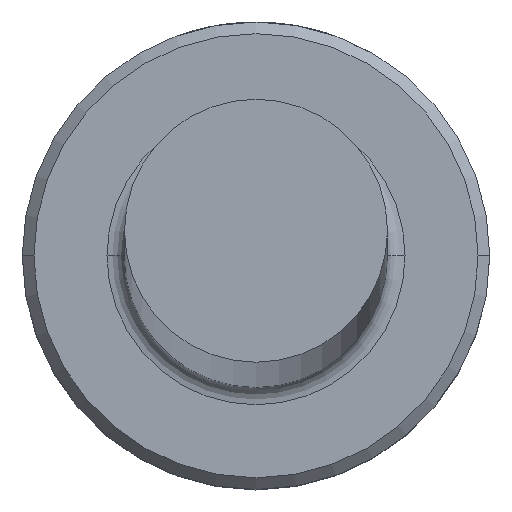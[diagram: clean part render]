
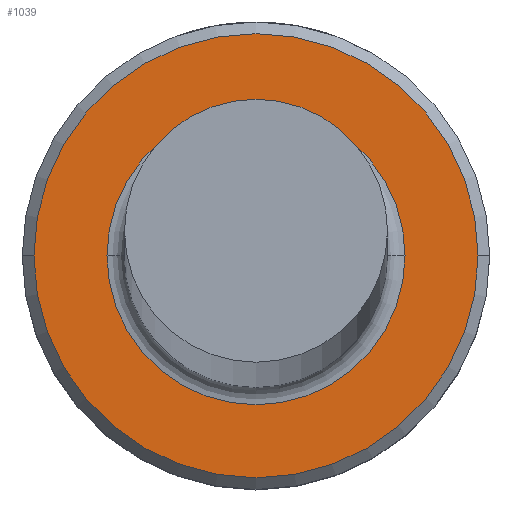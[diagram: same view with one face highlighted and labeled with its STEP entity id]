
A CAD part, top view. The second image highlights one B-rep face of the part: STEP entity #1039.
In plain terms, the highlighted planar face has unit normal (0, 0, 1).
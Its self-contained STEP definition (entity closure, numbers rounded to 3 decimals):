
#36 = FACE_BOUND ( 'NONE', #1037, .T. ) ;
#43 = CARTESIAN_POINT ( 'NONE',  ( -2.55, 0., 5. ) ) ;
#71 = FACE_OUTER_BOUND ( 'NONE', #351, .T. ) ;
#76 = CARTESIAN_POINT ( 'NONE',  ( 0., 0., 5. ) ) ;
#99 = CIRCLE ( 'NONE', #276, 2.55 ) ;
#103 = CARTESIAN_POINT ( 'NONE',  ( 3.8, 0., 5. ) ) ;
#155 = DIRECTION ( 'NONE',  ( 0., 0., -1. ) ) ;
#178 = ORIENTED_EDGE ( 'NONE', *, *, #607, .T. ) ;
#214 = CARTESIAN_POINT ( 'NONE',  ( 2.55, 0., 5. ) ) ;
#216 = CARTESIAN_POINT ( 'NONE',  ( 0., 0., 5. ) ) ;
#229 = CARTESIAN_POINT ( 'NONE',  ( -3.8, 0., 5. ) ) ;
#276 = AXIS2_PLACEMENT_3D ( 'NONE', #430, #1046, #510 ) ;
#303 = DIRECTION ( 'NONE',  ( 1., 0., 0. ) ) ;
#351 = EDGE_LOOP ( 'NONE', ( #178, #860 ) ) ;
#378 = VERTEX_POINT ( 'NONE', #103 ) ;
#394 = CARTESIAN_POINT ( 'NONE',  ( 0., 0., 5. ) ) ;
#396 = CIRCLE ( 'NONE', #1059, 2.55 ) ;
#424 = ORIENTED_EDGE ( 'NONE', *, *, #987, .T. ) ;
#430 = CARTESIAN_POINT ( 'NONE',  ( 0., 0., 5. ) ) ;
#471 = EDGE_CURVE ( 'NONE', #378, #1128, #562, .T. ) ;
#478 = DIRECTION ( 'NONE',  ( 1., 0., 0. ) ) ;
#510 = DIRECTION ( 'NONE',  ( -1., 0., 0. ) ) ;
#553 = VERTEX_POINT ( 'NONE', #214 ) ;
#562 = CIRCLE ( 'NONE', #593, 3.8 ) ;
#593 = AXIS2_PLACEMENT_3D ( 'NONE', #216, #822, #303 ) ;
#600 = DIRECTION ( 'NONE',  ( 0., 0., 1. ) ) ;
#607 = EDGE_CURVE ( 'NONE', #1128, #378, #938, .T. ) ;
#608 = AXIS2_PLACEMENT_3D ( 'NONE', #76, #600, #875 ) ;
#622 = ORIENTED_EDGE ( 'NONE', *, *, #915, .T. ) ;
#670 = CARTESIAN_POINT ( 'NONE',  ( 0., 0., 5. ) ) ;
#765 = DIRECTION ( 'NONE',  ( -1., 0., 0. ) ) ;
#785 = PLANE ( 'NONE',  #608 ) ;
#822 = DIRECTION ( 'NONE',  ( 0., 0., 1. ) ) ;
#860 = ORIENTED_EDGE ( 'NONE', *, *, #471, .T. ) ;
#864 = VERTEX_POINT ( 'NONE', #43 ) ;
#875 = DIRECTION ( 'NONE',  ( 1., 0., 0. ) ) ;
#915 = EDGE_CURVE ( 'NONE', #864, #553, #396, .T. ) ;
#938 = CIRCLE ( 'NONE', #1134, 3.8 ) ;
#987 = EDGE_CURVE ( 'NONE', #553, #864, #99, .T. ) ;
#1013 = DIRECTION ( 'NONE',  ( 0., 0., 1. ) ) ;
#1037 = EDGE_LOOP ( 'NONE', ( #622, #424 ) ) ;
#1039 = ADVANCED_FACE ( 'NONE', ( #71, #36 ), #785, .T. ) ;
#1046 = DIRECTION ( 'NONE',  ( 0., 0., -1. ) ) ;
#1059 = AXIS2_PLACEMENT_3D ( 'NONE', #670, #155, #765 ) ;
#1128 = VERTEX_POINT ( 'NONE', #229 ) ;
#1134 = AXIS2_PLACEMENT_3D ( 'NONE', #394, #1013, #478 ) ;
